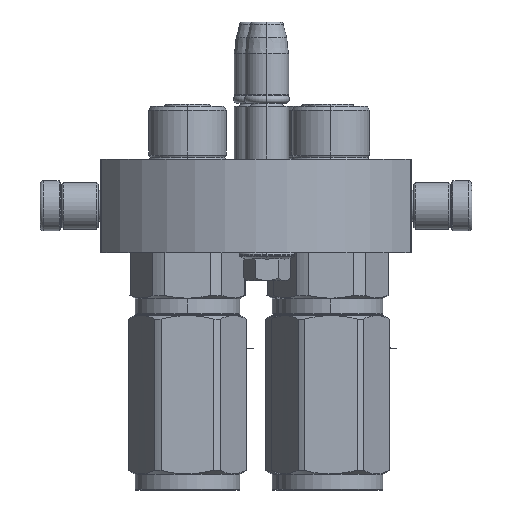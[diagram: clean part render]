
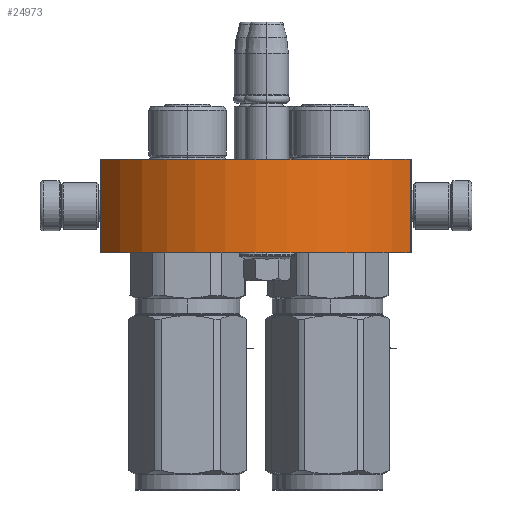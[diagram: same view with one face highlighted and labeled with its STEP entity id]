
A CAD part, left-side view. The second image highlights one B-rep face of the part: STEP entity #24973.
In plain terms, the highlighted cylindrical face has radius 57.25 mm (diameter 114.5 mm), a partial arc.
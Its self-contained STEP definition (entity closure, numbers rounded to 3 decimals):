
#1012 = DIRECTION ( 'NONE',  ( 0., 1., 0. ) ) ;
#1121 = CIRCLE ( 'NONE', #42647, 57.25 ) ;
#1633 = DIRECTION ( 'NONE',  ( 0., 1., 0. ) ) ;
#2357 = VECTOR ( 'NONE', #41202, 1000. ) ;
#3372 = LINE ( 'NONE', #7976, #2357 ) ;
#3519 = ORIENTED_EDGE ( 'NONE', *, *, #33943, .T. ) ;
#5766 = LINE ( 'NONE', #7679, #38807 ) ;
#5970 = VERTEX_POINT ( 'NONE', #11101 ) ;
#7246 = VERTEX_POINT ( 'NONE', #32323 ) ;
#7679 = CARTESIAN_POINT ( 'NONE',  ( -49.5, 0., -28.763 ) ) ;
#7976 = CARTESIAN_POINT ( 'NONE',  ( 49.5, 0., -28.763 ) ) ;
#9102 = DIRECTION ( 'NONE',  ( 0., 1., 0. ) ) ;
#9388 = DIRECTION ( 'NONE',  ( 0.865, 0., -0.502 ) ) ;
#10512 = DIRECTION ( 'NONE',  ( 0.865, 0., -0.502 ) ) ;
#11101 = CARTESIAN_POINT ( 'NONE',  ( 49.5, 0., -28.763 ) ) ;
#11421 = EDGE_CURVE ( 'NONE', #5970, #30463, #3372, .T. ) ;
#13983 = DIRECTION ( 'NONE',  ( 1., 0., 0. ) ) ;
#16243 = EDGE_CURVE ( 'NONE', #7246, #34487, #5766, .T. ) ;
#19182 = DIRECTION ( 'NONE',  ( 0., -1., 0. ) ) ;
#21211 = CARTESIAN_POINT ( 'NONE',  ( -49.5, 30., -28.763 ) ) ;
#21278 = AXIS2_PLACEMENT_3D ( 'NONE', #30596, #1012, #10512 ) ;
#23598 = ORIENTED_EDGE ( 'NONE', *, *, #16243, .T. ) ;
#24025 = EDGE_CURVE ( 'NONE', #30463, #34487, #26104, .T. ) ;
#24067 = AXIS2_PLACEMENT_3D ( 'NONE', #28486, #19182, #13983 ) ;
#24129 = CARTESIAN_POINT ( 'NONE',  ( 49.5, 30., -28.763 ) ) ;
#24973 = ADVANCED_FACE ( 'NONE', ( #28614 ), #33726, .T. ) ;
#25277 = EDGE_LOOP ( 'NONE', ( #30155, #32216, #3519, #23598 ) ) ;
#26104 = CIRCLE ( 'NONE', #21278, 57.25 ) ;
#28486 = CARTESIAN_POINT ( 'NONE',  ( 0., 0., 0. ) ) ;
#28614 = FACE_OUTER_BOUND ( 'NONE', #25277, .T. ) ;
#30155 = ORIENTED_EDGE ( 'NONE', *, *, #24025, .F. ) ;
#30463 = VERTEX_POINT ( 'NONE', #24129 ) ;
#30596 = CARTESIAN_POINT ( 'NONE',  ( 0., 30., 0. ) ) ;
#32216 = ORIENTED_EDGE ( 'NONE', *, *, #11421, .F. ) ;
#32323 = CARTESIAN_POINT ( 'NONE',  ( -49.5, 0., -28.763 ) ) ;
#33726 = CYLINDRICAL_SURFACE ( 'NONE', #24067, 57.25 ) ;
#33943 = EDGE_CURVE ( 'NONE', #5970, #7246, #1121, .T. ) ;
#34487 = VERTEX_POINT ( 'NONE', #21211 ) ;
#38724 = CARTESIAN_POINT ( 'NONE',  ( 0., 0., 0. ) ) ;
#38807 = VECTOR ( 'NONE', #1633, 1000. ) ;
#41202 = DIRECTION ( 'NONE',  ( 0., 1., 0. ) ) ;
#42647 = AXIS2_PLACEMENT_3D ( 'NONE', #38724, #9102, #9388 ) ;
